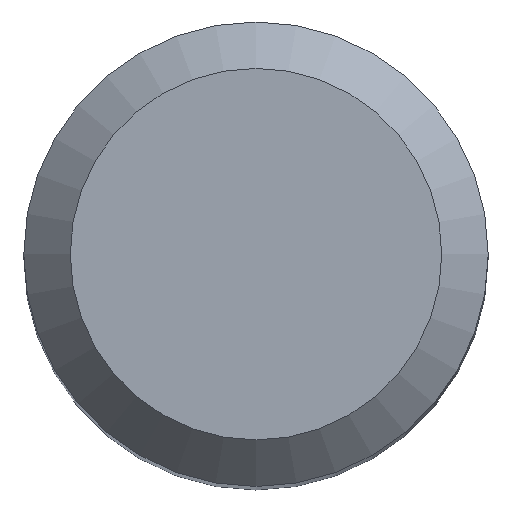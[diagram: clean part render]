
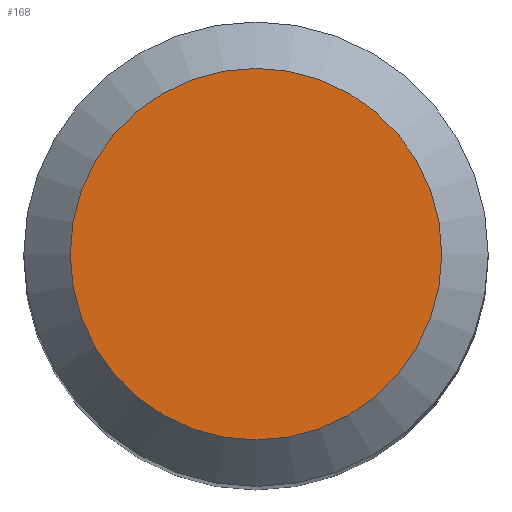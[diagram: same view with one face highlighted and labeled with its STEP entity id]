
A CAD part, top view. The second image highlights one B-rep face of the part: STEP entity #168.
In plain terms, the highlighted planar face has unit normal (0, 0, 1).
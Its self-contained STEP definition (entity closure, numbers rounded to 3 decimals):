
#100=CIRCLE('',#750,3.998);
#168=ADVANCED_FACE('',(#210),#184,.T.);
#184=PLANE('',#763);
#210=FACE_OUTER_BOUND('',#254,.T.);
#254=EDGE_LOOP('',(#422));
#422=ORIENTED_EDGE('',*,*,#611,.T.);
#523=VERTEX_POINT('',#2705);
#611=EDGE_CURVE('',#523,#523,#100,.T.);
#750=AXIS2_PLACEMENT_3D('',#2704,#835,#836);
#763=AXIS2_PLACEMENT_3D('',#2762,#867,#868);
#835=DIRECTION('',(0.,0.,1.));
#836=DIRECTION('',(1.,0.,0.));
#867=DIRECTION('',(0.,0.,1.));
#868=DIRECTION('',(1.,0.,0.));
#2704=CARTESIAN_POINT('',(0.,0.,0.));
#2705=CARTESIAN_POINT('',(3.998,0.,0.));
#2762=CARTESIAN_POINT('',(0.,1.905,0.));
